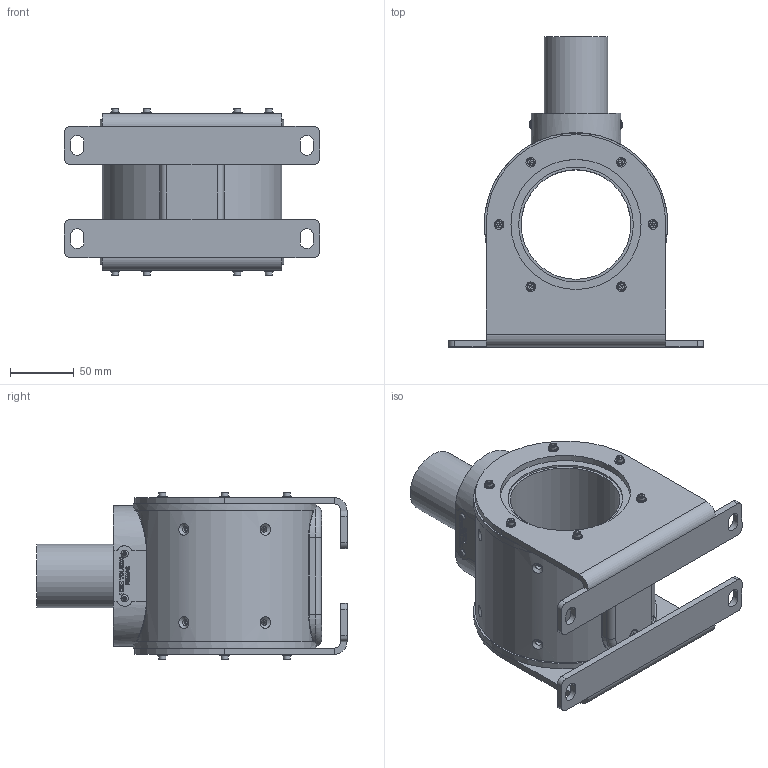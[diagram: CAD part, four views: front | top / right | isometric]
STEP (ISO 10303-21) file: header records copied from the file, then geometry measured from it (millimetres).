
FILE_DESCRIPTION (( 'STEP AP214' ), '1' );
FILE_NAME ('P-086-030-rev-A-MF.STEP', '2025-06-10T06:18:24', ( '' ), ( '' ), 'SwSTEP 2.0', 'SolidWorks 2024', '' );
FILE_SCHEMA (( 'AUTOMOTIVE_DESIGN' ));
Length unit declared in the file: millimetre
Products named in the file (1): P-086-030-rev-A-MF
Bounding box: 200 x 243.22 x 131.06 mm (x, y, z)
Volume: 1579520.1 mm3; surface area: 181146 mm2
Topology: 1 solids, 1 shells, 867 faces, 2188 edges, 1404 vertices
Faces by surface type: plane 569, bspline 130, cylinder 106, cone 44, torus 14, sphere 4
Full cylindrical faces by diameter (mm): 3.3 x8, 4.5 x8, 5.5 x12, 5.7 x4, 7.5 x12, 7.64 x2, 8.5 x6, 50 x1, 86 x1, 90 x2, 102 x2
Entity records: 37632 total; most frequent: CARTESIAN_POINT 9372, ORIENTED_EDGE 4024, DIRECTION 3252, EDGE_CURVE 2012, VERTEX_POINT 1342, VECTOR 1116, LINE 1116, EDGE_LOOP 1072
